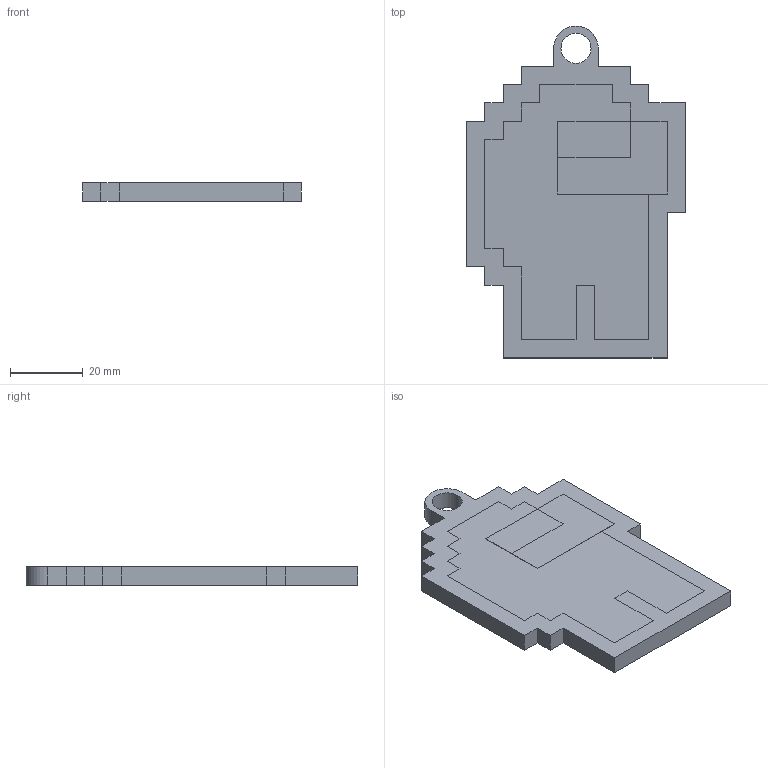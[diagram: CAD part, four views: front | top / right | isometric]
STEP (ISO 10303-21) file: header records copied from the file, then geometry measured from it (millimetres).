
FILE_DESCRIPTION(/* description */ (''),/* implementation_level */ '2;1');
FILE_NAME(/* name */ 'Grid Chain 1.step',/* time_stamp */ '2025-11-27T20:35:42Z',/* author */ (''),/* organization */ (''),/* preprocessor_version */ 'ST-DEVELOPER v20.1',/* originating_system */ 'Autodesk Translation Framework v14.17.0.0',/* authorisation */ '');
FILE_SCHEMA (('AUTOMOTIVE_DESIGN { 1 0 10303 214 3 1 1 }'));
Length unit declared in the file: millimetre
Products named in the file (1): 2025-11-22-15-33-31-987
Bounding box: 60 x 91.12 x 5 mm (x, y, z)
Volume: 20832.6 mm3; surface area: 13597.5 mm2
Topology: 4 solids, 4 shells, 91 faces, 249 edges, 166 vertices
Faces by surface type: plane 89, cylinder 2
Full cylindrical faces by diameter (mm): 8.246 x1
Entity records: 2963 total; most frequent: CARTESIAN_POINT 507, ORIENTED_EDGE 498, DIRECTION 437, EDGE_CURVE 249, LINE 245, VECTOR 245, VERTEX_POINT 166, AXIS2_PLACEMENT_3D 96
